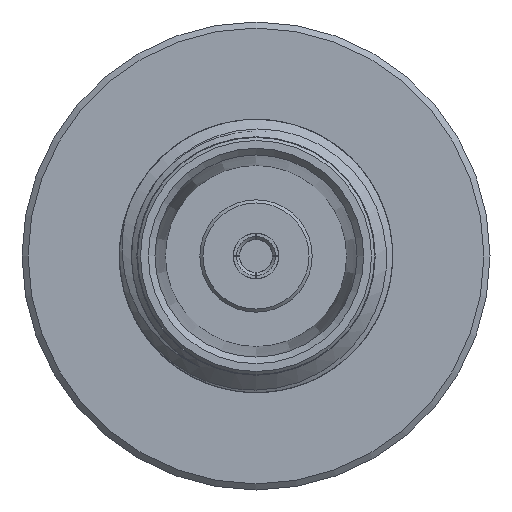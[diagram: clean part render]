
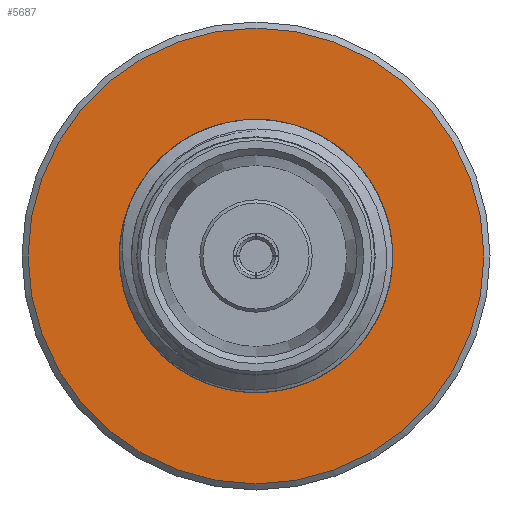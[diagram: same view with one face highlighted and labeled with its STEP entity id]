
A CAD part, left-side view. The second image highlights one B-rep face of the part: STEP entity #5687.
In plain terms, the highlighted planar face has unit normal (-1, 0, 0).
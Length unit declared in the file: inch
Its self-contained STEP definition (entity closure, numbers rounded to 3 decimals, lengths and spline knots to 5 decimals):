
#1236 = EDGE_LOOP ( 'NONE', ( #14949 ) ) ;
#1927 = FACE_BOUND ( 'NONE', #1236, .T. ) ;
#2667 = FACE_OUTER_BOUND ( 'NONE', #9456, .T. ) ;
#4599 = DIRECTION ( 'NONE',  ( 0., 0., -1. ) ) ;
#4672 = DIRECTION ( 'NONE',  ( 1., 0., 0. ) ) ;
#4817 = CARTESIAN_POINT ( 'NONE',  ( 0.43625, 0., 0. ) ) ;
#5687 = ADVANCED_FACE ( 'NONE', ( #1927, #2667 ), #16877, .T. ) ;
#6029 = CARTESIAN_POINT ( 'NONE',  ( 0.43625, 0., -0.36523 ) ) ;
#6196 = DIRECTION ( 'NONE',  ( -1., 0., 0. ) ) ;
#7196 = AXIS2_PLACEMENT_3D ( 'NONE', #10545, #6196, #17990 ) ;
#7403 = AXIS2_PLACEMENT_3D ( 'NONE', #8002, #18364, #12855 ) ;
#8002 = CARTESIAN_POINT ( 'NONE',  ( 0.43625, 0., 0. ) ) ;
#8331 = VERTEX_POINT ( 'NONE', #11819 ) ;
#9456 = EDGE_LOOP ( 'NONE', ( #18027 ) ) ;
#10545 = CARTESIAN_POINT ( 'NONE',  ( 0.43625, 0., 0. ) ) ;
#11819 = CARTESIAN_POINT ( 'NONE',  ( 0.43625, 0., 0.19 ) ) ;
#11917 = AXIS2_PLACEMENT_3D ( 'NONE', #4817, #4672, #4599 ) ;
#12855 = DIRECTION ( 'NONE',  ( 0., 0., 1. ) ) ;
#13749 = EDGE_CURVE ( 'NONE', #8331, #8331, #14453, .T. ) ;
#14453 = CIRCLE ( 'NONE', #7196, 0.19 ) ;
#14949 = ORIENTED_EDGE ( 'NONE', *, *, #13749, .F. ) ;
#15765 = CIRCLE ( 'NONE', #11917, 0.36523 ) ;
#16877 = PLANE ( 'NONE',  #7403 ) ;
#17344 = VERTEX_POINT ( 'NONE', #6029 ) ;
#17781 = EDGE_CURVE ( 'NONE', #17344, #17344, #15765, .T. ) ;
#17990 = DIRECTION ( 'NONE',  ( 0., 0., 1. ) ) ;
#18027 = ORIENTED_EDGE ( 'NONE', *, *, #17781, .F. ) ;
#18364 = DIRECTION ( 'NONE',  ( -1., 0., 0. ) ) ;
